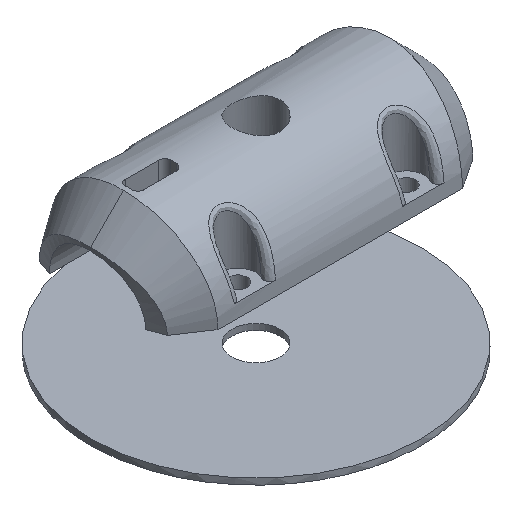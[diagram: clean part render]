
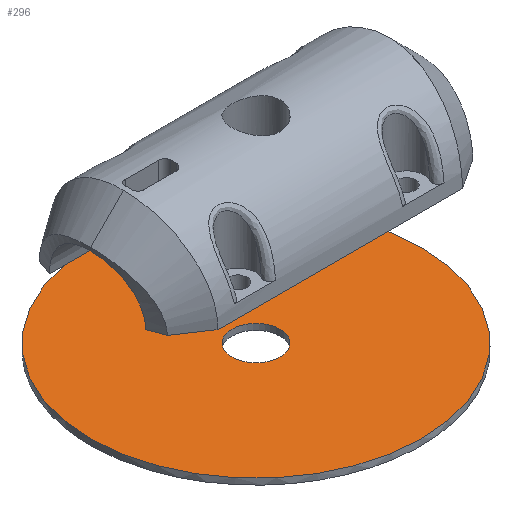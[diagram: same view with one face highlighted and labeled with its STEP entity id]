
A CAD part, isometric view. The second image highlights one B-rep face of the part: STEP entity #296.
In plain terms, the highlighted planar face has unit normal (0, 0, 1).
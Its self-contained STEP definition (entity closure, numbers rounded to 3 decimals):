
#149=PLANE('',#835);
#296=ADVANCED_FACE('',(#356,#357),#149,.F.);
#356=FACE_BOUND('',#398,.T.);
#357=FACE_BOUND('',#399,.T.);
#398=EDGE_LOOP('',(#471,#472));
#399=EDGE_LOOP('',(#473));
#471=ORIENTED_EDGE('',*,*,#718,.F.);
#472=ORIENTED_EDGE('',*,*,#715,.F.);
#473=ORIENTED_EDGE('',*,*,#712,.F.);
#646=VERTEX_POINT('',#1009);
#649=VERTEX_POINT('',#1015);
#650=VERTEX_POINT('',#1017);
#712=EDGE_CURVE('',#646,#646,#806,.T.);
#715=EDGE_CURVE('',#649,#650,#808,.T.);
#718=EDGE_CURVE('',#650,#649,#809,.T.);
#806=CIRCLE('',#827,4.);
#808=CIRCLE('',#830,27.5);
#809=CIRCLE('',#832,27.5);
#827=AXIS2_PLACEMENT_3D('',#1008,#879,#880);
#830=AXIS2_PLACEMENT_3D('',#1016,#886,#887);
#832=AXIS2_PLACEMENT_3D('',#1039,#891,#892);
#835=AXIS2_PLACEMENT_3D('',#1060,#897,#898);
#879=DIRECTION('',(0.,0.,1.));
#880=DIRECTION('',(-1.,0.,0.));
#886=DIRECTION('',(0.,0.,-1.));
#887=DIRECTION('',(-1.,0.,0.));
#891=DIRECTION('',(0.,0.,-1.));
#892=DIRECTION('',(-1.,0.,0.));
#897=DIRECTION('',(0.,0.,-1.));
#898=DIRECTION('',(-1.,0.,0.));
#1008=CARTESIAN_POINT('',(0.,0.,-5.));
#1009=CARTESIAN_POINT('',(-4.,0.,-5.));
#1015=CARTESIAN_POINT('',(-27.5,0.,-5.));
#1016=CARTESIAN_POINT('',(0.,0.,-5.));
#1017=CARTESIAN_POINT('',(27.5,0.,-5.));
#1039=CARTESIAN_POINT('',(0.,0.,-5.));
#1060=CARTESIAN_POINT('',(0.,0.,-5.));
